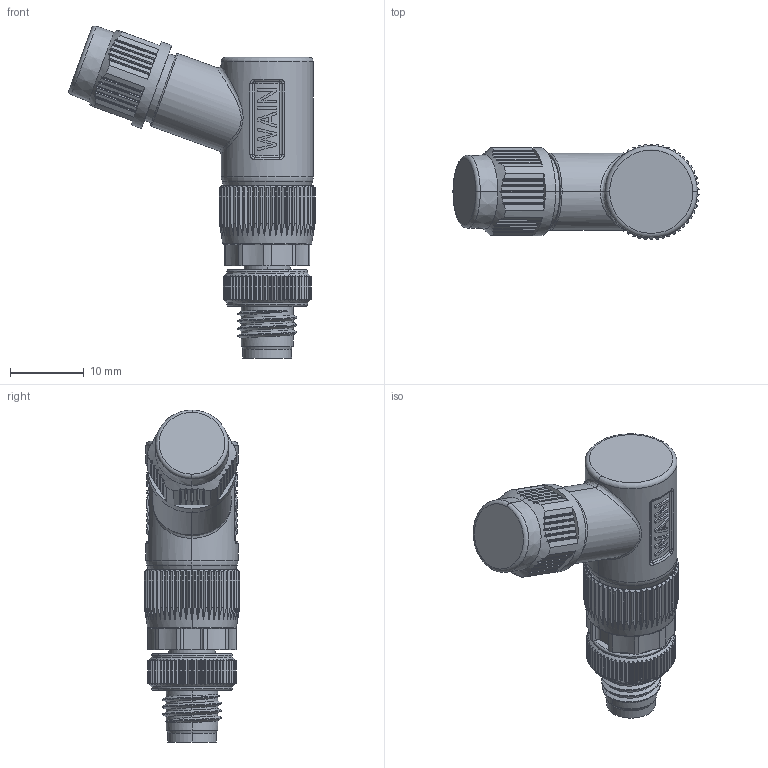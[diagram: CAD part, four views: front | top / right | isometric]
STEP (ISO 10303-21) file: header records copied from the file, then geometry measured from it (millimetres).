
FILE_DESCRIPTION((''),'2;1');
FILE_NAME('3D_1620045113001_M8-M04-S-D5_V1','2024-01-19T',('12524'),(''),'PRO/ENGINEER BY PARAMETRIC TECHNOLOGY CORPORATION, 2012480','PRO/ENGINEER BY PARAMETRIC TECHNOLOGY CORPORATION, 2012480','');
FILE_SCHEMA(('CONFIG_CONTROL_DESIGN'));
Length unit declared in the file: millimetre
Products named in the file (1): 3D_1620045113001_M8-M04-S-D5_V1
Bounding box: 33.41 x 13 x 45.06 mm (x, y, z)
Volume: 5772.5 mm3; surface area: 3363.2 mm2
Topology: 1 solids, 6 shells, 932 faces, 2941 edges, 2019 vertices
Faces by surface type: plane 463, cylinder 314, cone 64, bspline 57, torus 24, sphere 8, extrusion 2
Entity records: 39690 total; most frequent: CARTESIAN_POINT 15041, ORIENTED_EDGE 5866, DIRECTION 4356, EDGE_CURVE 2933, VERTEX_POINT 2019, AXIS2_PLACEMENT_3D 1650, B_SPLINE_CURVE_WITH_KNOTS 1104, VECTOR 1056
